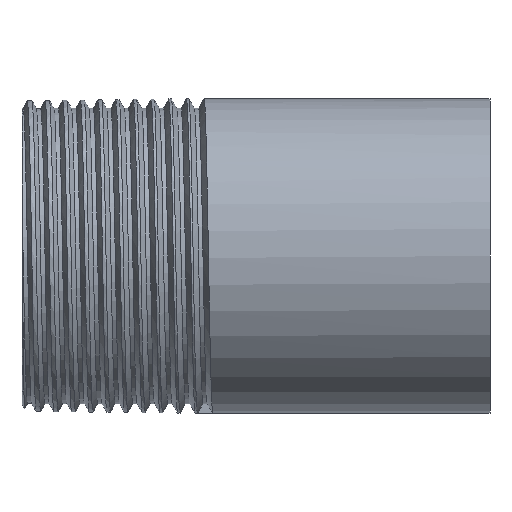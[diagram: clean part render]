
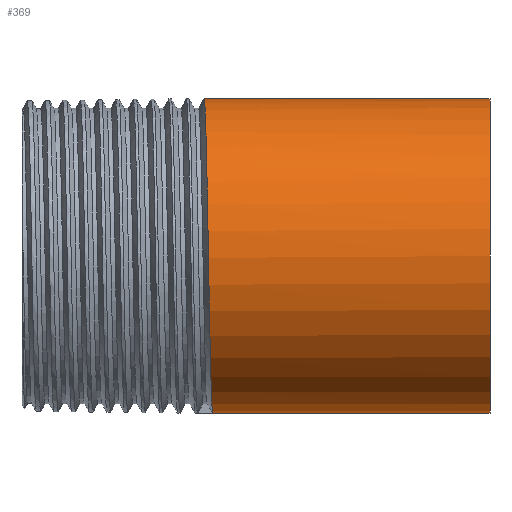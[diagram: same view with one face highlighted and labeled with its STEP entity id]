
A CAD part, front view. The second image highlights one B-rep face of the part: STEP entity #369.
In plain terms, the highlighted cylindrical face has radius 13.45 mm (diameter 26.9 mm), a partial arc.
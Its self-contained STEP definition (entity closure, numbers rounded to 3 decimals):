
#3 = CIRCLE ( 'NONE', #2198, 13.45 ) ;
#226 = DIRECTION ( 'NONE',  ( -1., 0., 0. ) ) ;
#264 = VERTEX_POINT ( 'NONE', #1790 ) ;
#273 = CARTESIAN_POINT ( 'NONE',  ( -24.344, -5.571, 13.45 ) ) ;
#369 = ADVANCED_FACE ( 'NONE', ( #554 ), #3244, .T. ) ;
#508 = CARTESIAN_POINT ( 'NONE',  ( -149.494, 0., -13.45 ) ) ;
#534 = CARTESIAN_POINT ( 'NONE',  ( -149.494, 0., 0. ) ) ;
#554 = FACE_OUTER_BOUND ( 'NONE', #2675, .T. ) ;
#740 = DIRECTION ( 'NONE',  ( -1., 0., 0. ) ) ;
#746 = VERTEX_POINT ( 'NONE', #1399 ) ;
#816 = LINE ( 'NONE', #508, #1060 ) ;
#859 = ORIENTED_EDGE ( 'NONE', *, *, #1667, .T. ) ;
#868 = CARTESIAN_POINT ( 'NONE',  ( -23.875, -9.511, -9.511 ) ) ;
#1060 = VECTOR ( 'NONE', #1211, 1000. ) ;
#1140 = VERTEX_POINT ( 'NONE', #2177 ) ;
#1211 = DIRECTION ( 'NONE',  ( -1., 0., 0. ) ) ;
#1291 = EDGE_CURVE ( 'NONE', #264, #1140, #816, .T. ) ;
#1323 = CARTESIAN_POINT ( 'NONE',  ( -24.156, -13.45, 5.571 ) ) ;
#1399 = CARTESIAN_POINT ( 'NONE',  ( 0., 0., 13.45 ) ) ;
#1412 = AXIS2_PLACEMENT_3D ( 'NONE', #534, #226, #2590 ) ;
#1423 =( BOUNDED_CURVE ( )  B_SPLINE_CURVE ( 2, ( #3884, #3532, #868, #3552, #4349, #1323, #1658, #273, #1595 ),
 .UNSPECIFIED., .F., .F. ) 
 B_SPLINE_CURVE_WITH_KNOTS ( ( 3, 2, 2, 2, 3 ),
 ( 0., 0.011, 0.023, 0.034, 0.045 ),
 .UNSPECIFIED. ) 
 CURVE ( )  GEOMETRIC_REPRESENTATION_ITEM ( )  RATIONAL_B_SPLINE_CURVE ( ( 1., 0.924, 1., 0.924, 1., 0.924, 1., 0.924, 1. ) ) 
 REPRESENTATION_ITEM ( '' )  );
#1444 = LINE ( 'NONE', #2749, #4170 ) ;
#1589 = CARTESIAN_POINT ( 'NONE',  ( 0., 0., 0. ) ) ;
#1595 = CARTESIAN_POINT ( 'NONE',  ( -24.438, 0., 13.45 ) ) ;
#1658 = CARTESIAN_POINT ( 'NONE',  ( -24.25, -9.511, 9.511 ) ) ;
#1667 = EDGE_CURVE ( 'NONE', #264, #746, #3, .T. ) ;
#1710 = CARTESIAN_POINT ( 'NONE',  ( -24.438, 0., 13.45 ) ) ;
#1790 = CARTESIAN_POINT ( 'NONE',  ( 0., 0., -13.45 ) ) ;
#1873 = VERTEX_POINT ( 'NONE', #1710 ) ;
#2074 = EDGE_CURVE ( 'NONE', #746, #1873, #1444, .T. ) ;
#2177 = CARTESIAN_POINT ( 'NONE',  ( -23.688, 0., -13.45 ) ) ;
#2198 = AXIS2_PLACEMENT_3D ( 'NONE', #1589, #3331, #2934 ) ;
#2590 = DIRECTION ( 'NONE',  ( 0., 0., 1. ) ) ;
#2675 = EDGE_LOOP ( 'NONE', ( #3673, #859, #3898, #3991 ) ) ;
#2749 = CARTESIAN_POINT ( 'NONE',  ( -149.494, 0., 13.45 ) ) ;
#2934 = DIRECTION ( 'NONE',  ( 0., 0., 1. ) ) ;
#3244 = CYLINDRICAL_SURFACE ( 'NONE', #1412, 13.45 ) ;
#3331 = DIRECTION ( 'NONE',  ( -1., 0., 0. ) ) ;
#3532 = CARTESIAN_POINT ( 'NONE',  ( -23.781, -5.571, -13.45 ) ) ;
#3552 = CARTESIAN_POINT ( 'NONE',  ( -23.969, -13.45, -5.571 ) ) ;
#3673 = ORIENTED_EDGE ( 'NONE', *, *, #1291, .F. ) ;
#3686 = EDGE_CURVE ( 'NONE', #1140, #1873, #1423, .T. ) ;
#3884 = CARTESIAN_POINT ( 'NONE',  ( -23.688, 0., -13.45 ) ) ;
#3898 = ORIENTED_EDGE ( 'NONE', *, *, #2074, .T. ) ;
#3991 = ORIENTED_EDGE ( 'NONE', *, *, #3686, .F. ) ;
#4170 = VECTOR ( 'NONE', #740, 1000. ) ;
#4349 = CARTESIAN_POINT ( 'NONE',  ( -24.063, -13.45, 0. ) ) ;
